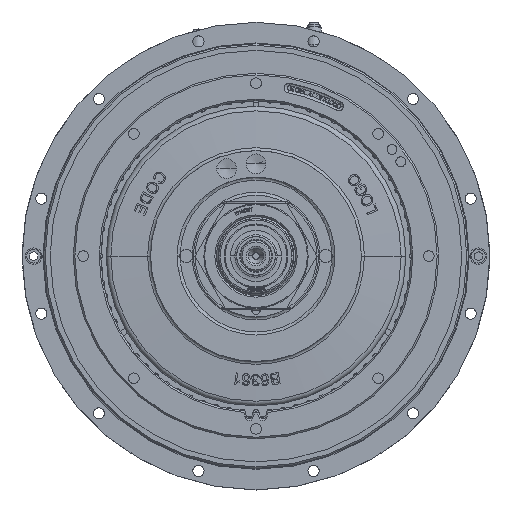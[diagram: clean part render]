
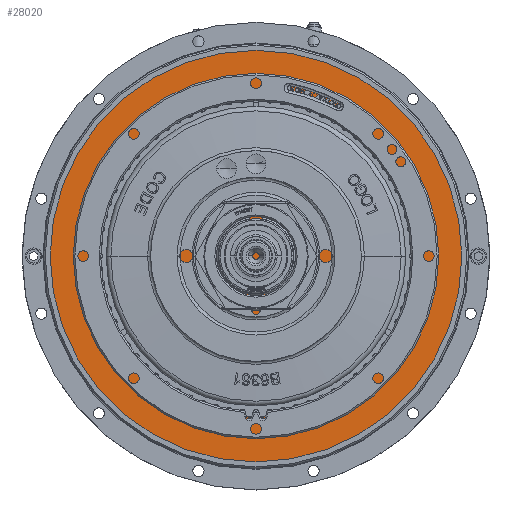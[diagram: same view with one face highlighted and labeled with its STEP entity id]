
A CAD part, top view. The second image highlights one B-rep face of the part: STEP entity #28020.
In plain terms, the highlighted planar face has unit normal (0, 0, 1).
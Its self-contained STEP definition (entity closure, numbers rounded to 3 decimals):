
#924 = FACE_OUTER_BOUND ( 'NONE', #68580, .T. ) ;
#1452 = AXIS2_PLACEMENT_3D ( 'NONE', #32705, #74250, #43933 ) ;
#5322 = DIRECTION ( 'NONE',  ( 1., 0., 0. ) ) ;
#6081 = DIRECTION ( 'NONE',  ( 0., 0., 1. ) ) ;
#7203 = PLANE ( 'NONE',  #53888 ) ;
#14350 = DIRECTION ( 'NONE',  ( 0., 0., 1. ) ) ;
#23421 = CARTESIAN_POINT ( 'NONE',  ( 0., 0., -37.118 ) ) ;
#24390 = CIRCLE ( 'NONE', #59474, 201.93 ) ;
#28020 = ADVANCED_FACE ( 'NONE', ( #924 ), #7203, .T. ) ;
#32705 = CARTESIAN_POINT ( 'NONE',  ( 0., 0., -37.118 ) ) ;
#38814 = DIRECTION ( 'NONE',  ( 1., 0., 0. ) ) ;
#43728 = CIRCLE ( 'NONE', #1452, 201.93 ) ;
#43933 = DIRECTION ( 'NONE',  ( 1., 0., 0. ) ) ;
#49319 = CARTESIAN_POINT ( 'NONE',  ( -201.93, 0., -37.118 ) ) ;
#53888 = AXIS2_PLACEMENT_3D ( 'NONE', #74346, #14350, #38814 ) ;
#59474 = AXIS2_PLACEMENT_3D ( 'NONE', #23421, #6081, #5322 ) ;
#64437 = VERTEX_POINT ( 'NONE', #70561 ) ;
#65758 = VERTEX_POINT ( 'NONE', #49319 ) ;
#68580 = EDGE_LOOP ( 'NONE', ( #70814, #70528 ) ) ;
#70528 = ORIENTED_EDGE ( 'NONE', *, *, #74114, .T. ) ;
#70561 = CARTESIAN_POINT ( 'NONE',  ( 201.93, 0., -37.118 ) ) ;
#70814 = ORIENTED_EDGE ( 'NONE', *, *, #72951, .T. ) ;
#72951 = EDGE_CURVE ( 'NONE', #64437, #65758, #24390, .T. ) ;
#74114 = EDGE_CURVE ( 'NONE', #65758, #64437, #43728, .T. ) ;
#74250 = DIRECTION ( 'NONE',  ( 0., 0., 1. ) ) ;
#74346 = CARTESIAN_POINT ( 'NONE',  ( 0., 0., -37.118 ) ) ;
